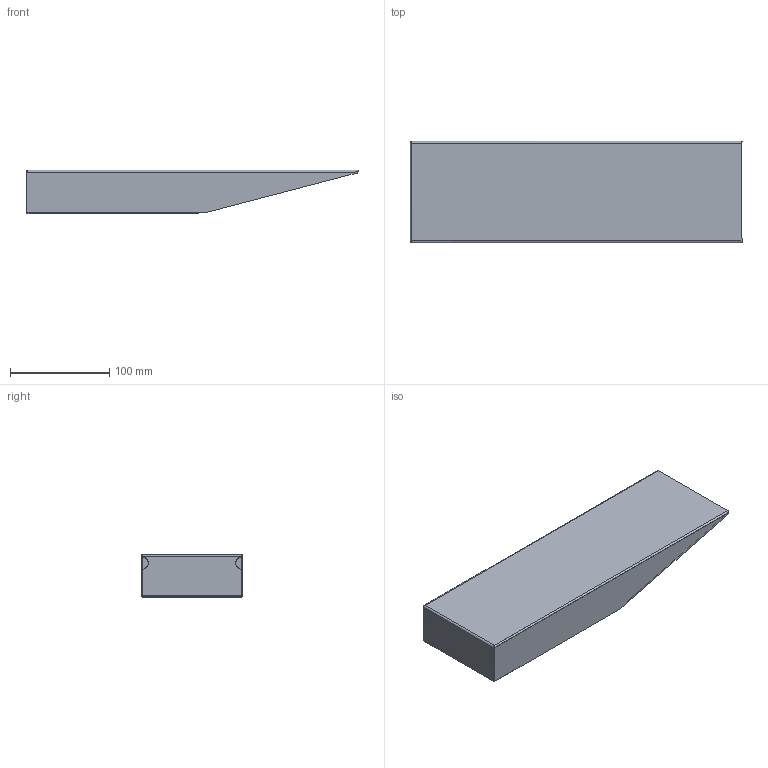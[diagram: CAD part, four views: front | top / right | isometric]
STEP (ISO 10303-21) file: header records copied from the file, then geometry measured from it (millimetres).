
FILE_DESCRIPTION(/* description */ (''),/* implementation_level */ '2;1');
FILE_NAME(/* name */ 'TBBA033554 - Customer.stp',/* time_stamp */ '2023-02-16T08:29:01+01:00',/* author */ ('dk'),/* organization */ (''),/* preprocessor_version */ 'ST-DEVELOPER v18.1',/* originating_system */ 'Autodesk Inventor 2021',/* authorisation */ '');
FILE_SCHEMA (('AUTOMOTIVE_DESIGN { 1 0 10303 214 3 1 1 }'));
Length unit declared in the file: millimetre
Products named in the file (1): TBBA033554_Shrinkwrap_1
Bounding box: 334 x 102 x 43.8 mm (x, y, z)
Volume: 108877.6 mm3; surface area: 190376 mm2
Topology: 2 solids, 2 shells, 57 faces, 133 edges, 80 vertices
Faces by surface type: plane 33, cylinder 16, bspline 4, cone 4
Full cylindrical faces by diameter (mm): 6.647 x2, 12 x2
Entity records: 1799 total; most frequent: CARTESIAN_POINT 393, DIRECTION 267, ORIENTED_EDGE 262, EDGE_CURVE 131, AXIS2_PLACEMENT_3D 90, LINE 87, VECTOR 87, VERTEX_POINT 80
